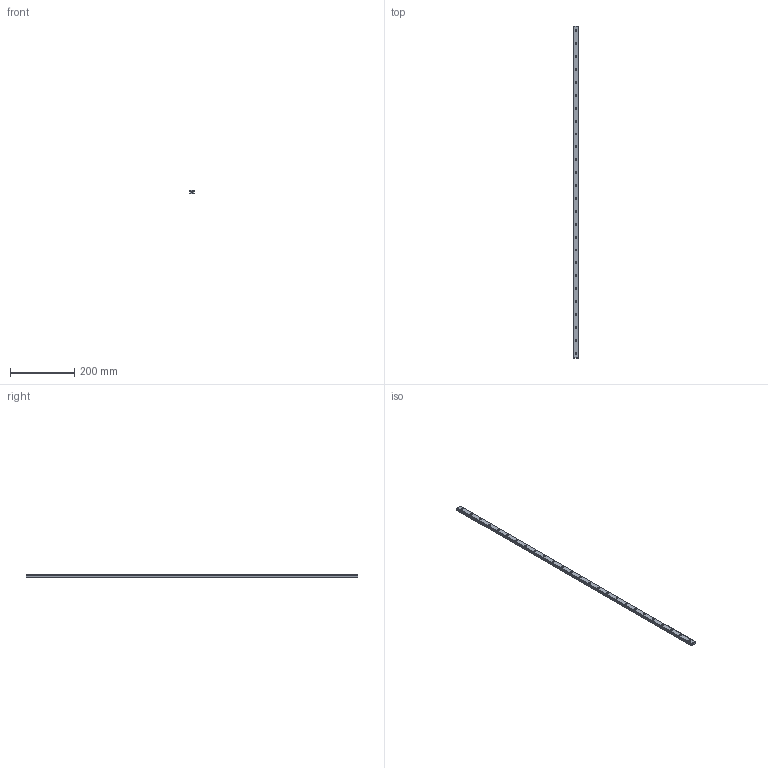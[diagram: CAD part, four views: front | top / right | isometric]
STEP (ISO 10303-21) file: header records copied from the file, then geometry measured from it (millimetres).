
FILE_DESCRIPTION(('STEP AP214'),'1');
FILE_NAME('cctmp_5D2EE160-2A43-4F3B-89D8-868E5D59DBB6_2021_02_19_12_47_42_0249..stp','2021-02-19T11:47:42',('HIWIN GmbH'),('CADClick - www.CADClick.com'),'Spatial InterOp 3D',' ','unknown authorization');
FILE_SCHEMA(('AUTOMOTIVE_DESIGN'));
Length unit declared in the file: millimetre
Products named in the file (1): MGNR15R1030CM_FILE
Bounding box: 15 x 1030 x 10 mm (x, y, z)
Volume: 143057.3 mm3; surface area: 61152 mm2
Topology: 1 solids, 1 shells, 329 faces, 735 edges, 490 vertices
Faces by surface type: cylinder 172, plane 157
Entity records: 11929 total; most frequent: DIRECTION 1739, CARTESIAN_POINT 1555, ORIENTED_EDGE 1470, EDGE_CURVE 735, AXIS2_PLACEMENT_3D 674, VERTEX_POINT 490, EDGE_LOOP 411, LINE 391
